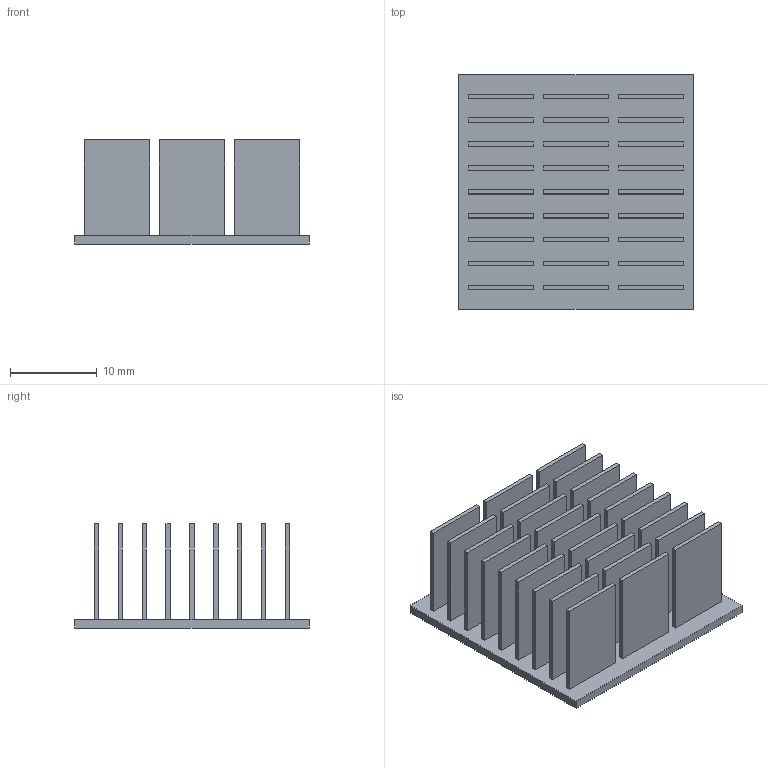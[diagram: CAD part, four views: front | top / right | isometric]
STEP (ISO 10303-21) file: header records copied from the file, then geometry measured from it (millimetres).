
FILE_DESCRIPTION(/* description */ (''),/* implementation_level */ '2;1');
FILE_NAME(/* name */ 'HSINK_CTS_AER27-27-12CB.stp',/* time_stamp */ '2016-02-02T11:40:59+01:00',/* author */ ('riccim'),/* organization */ (''),/* preprocessor_version */ 'ST-DEVELOPER v15.5',/* originating_system */ 'AutoCAD Mechanical',/* authorisation */ '');
FILE_SCHEMA (('AUTOMOTIVE_DESIGN { 1 0 10303 214 3 1 1 }'));
Length unit declared in the file: millimetre
Products named in the file (1): Product
Bounding box: 27 x 27 x 12 mm (x, y, z)
Volume: 1842.7 mm3; surface area: 6520.5 mm2
Topology: 28 solids, 28 shells, 168 faces, 336 edges, 224 vertices
Faces by surface type: plane 168
Entity records: 4265 total; most frequent: CARTESIAN_POINT 729, DIRECTION 674, ORIENTED_EDGE 672, LINE 336, VECTOR 336, EDGE_CURVE 336, VERTEX_POINT 224, AXIS2_PLACEMENT_3D 169
